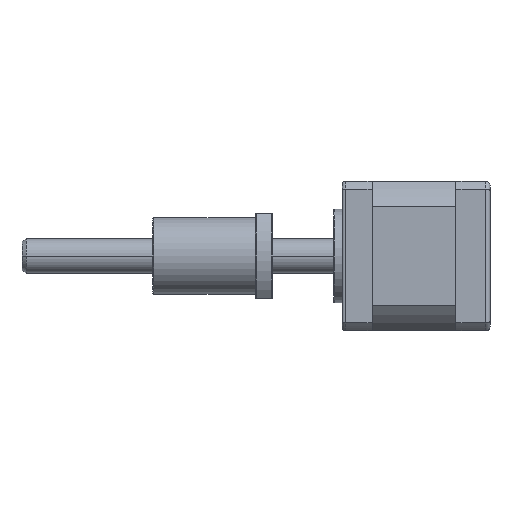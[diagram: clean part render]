
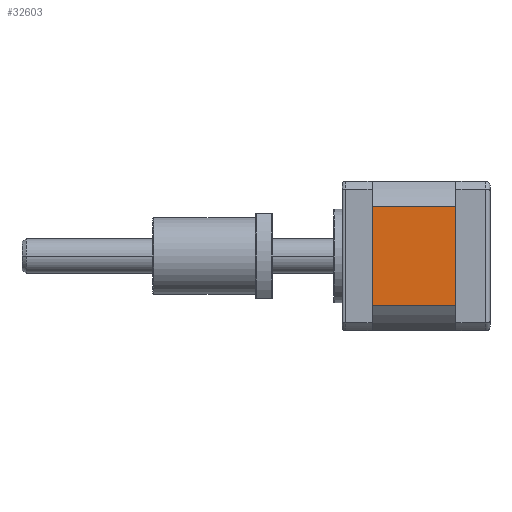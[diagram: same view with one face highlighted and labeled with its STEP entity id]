
A CAD part, left-side view. The second image highlights one B-rep face of the part: STEP entity #32603.
In plain terms, the highlighted planar face has unit normal (-1, 0, 0).
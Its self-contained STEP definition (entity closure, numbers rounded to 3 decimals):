
#296 = ORIENTED_EDGE ( 'NONE', *, *, #36612, .T. ) ;
#1337 = DIRECTION ( 'NONE',  ( 1., 0., 0. ) ) ;
#3021 = CARTESIAN_POINT ( 'NONE',  ( -22.209, -10.607, 5.03 ) ) ;
#4755 = DIRECTION ( 'NONE',  ( 0., 1., 0. ) ) ;
#5342 = ORIENTED_EDGE ( 'NONE', *, *, #17045, .F. ) ;
#5418 = LINE ( 'NONE', #31819, #31197 ) ;
#5757 = ORIENTED_EDGE ( 'NONE', *, *, #38897, .F. ) ;
#5909 = EDGE_LOOP ( 'NONE', ( #37515, #5342, #5757, #296 ) ) ;
#6302 = DIRECTION ( 'NONE',  ( 0., 1., 0. ) ) ;
#8119 = PLANE ( 'NONE',  #18795 ) ;
#9009 = VERTEX_POINT ( 'NONE', #12732 ) ;
#12732 = CARTESIAN_POINT ( 'NONE',  ( -22.209, -10.607, 28.246 ) ) ;
#14838 = EDGE_CURVE ( 'NONE', #40274, #18448, #36417, .T. ) ;
#15924 = LINE ( 'NONE', #3021, #42280 ) ;
#16755 = CARTESIAN_POINT ( 'NONE',  ( -22.209, -10.607, 5.03 ) ) ;
#17045 = EDGE_CURVE ( 'NONE', #36882, #18448, #15924, .T. ) ;
#17788 = CARTESIAN_POINT ( 'NONE',  ( -22.209, 8.993, 28.246 ) ) ;
#18448 = VERTEX_POINT ( 'NONE', #30360 ) ;
#18795 = AXIS2_PLACEMENT_3D ( 'NONE', #24390, #1337, #35024 ) ;
#21992 = DIRECTION ( 'NONE',  ( 0., 0., -1. ) ) ;
#24390 = CARTESIAN_POINT ( 'NONE',  ( -22.209, -10.607, 5.03 ) ) ;
#25865 = VECTOR ( 'NONE', #21992, 1000. ) ;
#26206 = VECTOR ( 'NONE', #4755, 1000. ) ;
#27835 = CARTESIAN_POINT ( 'NONE',  ( -22.209, -10.607, 28.246 ) ) ;
#30360 = CARTESIAN_POINT ( 'NONE',  ( -22.209, 8.993, 5.03 ) ) ;
#30493 = FACE_OUTER_BOUND ( 'NONE', #5909, .T. ) ;
#31197 = VECTOR ( 'NONE', #38738, 1000. ) ;
#31819 = CARTESIAN_POINT ( 'NONE',  ( -22.209, -10.607, 5.03 ) ) ;
#32603 = ADVANCED_FACE ( 'NONE', ( #30493 ), #8119, .F. ) ;
#35024 = DIRECTION ( 'NONE',  ( 0., 0., 1. ) ) ;
#36417 = LINE ( 'NONE', #39180, #25865 ) ;
#36612 = EDGE_CURVE ( 'NONE', #9009, #40274, #39464, .T. ) ;
#36882 = VERTEX_POINT ( 'NONE', #16755 ) ;
#37515 = ORIENTED_EDGE ( 'NONE', *, *, #14838, .T. ) ;
#38738 = DIRECTION ( 'NONE',  ( 0., 0., -1. ) ) ;
#38897 = EDGE_CURVE ( 'NONE', #9009, #36882, #5418, .T. ) ;
#39180 = CARTESIAN_POINT ( 'NONE',  ( -22.209, 8.993, 5.03 ) ) ;
#39464 = LINE ( 'NONE', #27835, #26206 ) ;
#40274 = VERTEX_POINT ( 'NONE', #17788 ) ;
#42280 = VECTOR ( 'NONE', #6302, 1000. ) ;
